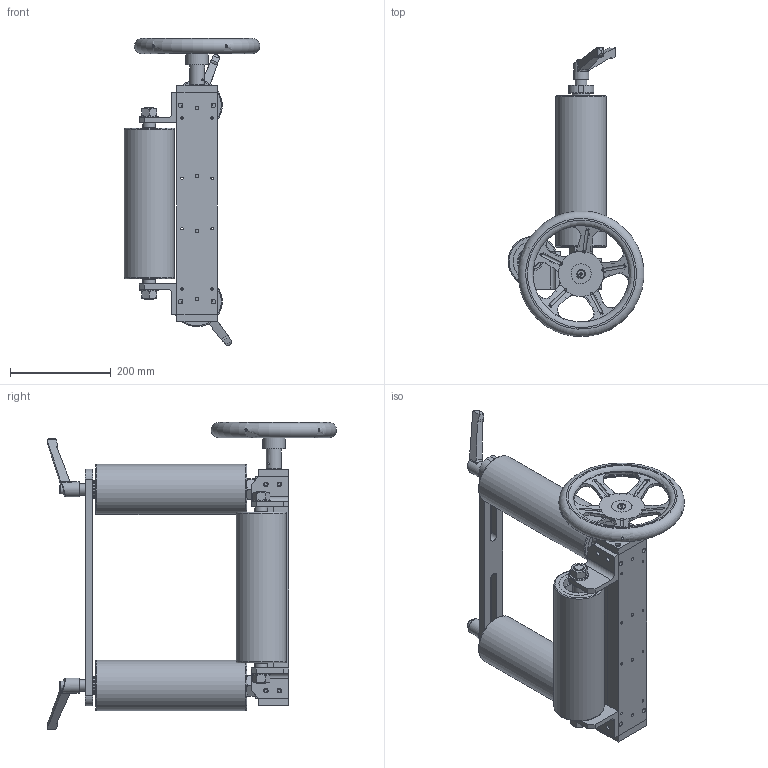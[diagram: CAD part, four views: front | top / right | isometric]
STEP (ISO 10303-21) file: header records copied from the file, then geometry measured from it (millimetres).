
FILE_DESCRIPTION (( 'STEP AP203' ), '1' );
FILE_NAME ('250701 STEP 3-300438-00_20693.STEP', '2025-07-01T05:27:13', ( '' ), ( '' ), 'SwSTEP 2.0', 'SolidWorks 2024', '' );
FILE_SCHEMA (( 'CONFIG_CONTROL_DESIGN' ));
Length unit declared in the file: millimetre
Products named in the file (1): 250701 STEP 3-300438-00_20693
Bounding box: 269.53 x 574.67 x 610.3 mm (x, y, z)
Volume: 8016587.2 mm3; surface area: 1661724.7 mm2
Topology: 33 solids, 33 shells, 893 faces, 2162 edges, 1387 vertices
Faces by surface type: plane 335, cylinder 321, cone 122, bspline 85, torus 20, sphere 10
Full cylindrical faces by diameter (mm): 4 x3, 5 x22, 6.6 x16, 6.8 x12, 9 x12, 11 x16, 11.6 x1, 12 x10, 13.5 x2, 14 x5, 16 x4, 17 x1, 17.5 x2, 18 x4, 20 x5, 21 x6, 22 x1, 23 x6, 23.9 x2, 24 x2, 25 x3, 30 x3, 33 x2, 34.5 x2, 35 x6, 37 x2, 40 x1, 45 x1, 57.5 x3, 62 x6
Entity records: 34858 total; most frequent: CARTESIAN_POINT 15831, ORIENTED_EDGE 3732, DIRECTION 3527, EDGE_CURVE 1866, AXIS2_PLACEMENT_3D 1444, EDGE_LOOP 1360, VERTEX_POINT 1332, FACE_OUTER_BOUND 1077
